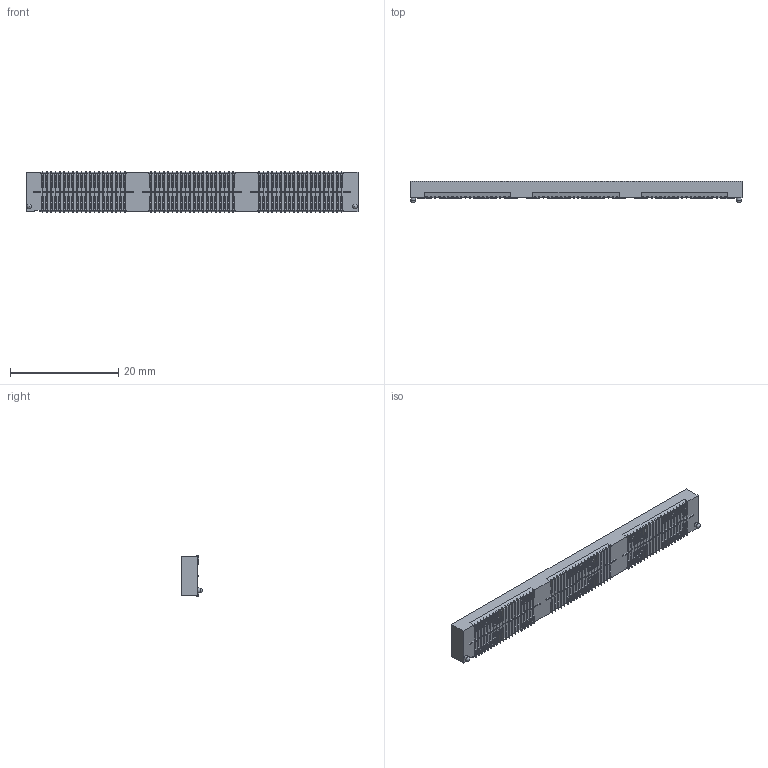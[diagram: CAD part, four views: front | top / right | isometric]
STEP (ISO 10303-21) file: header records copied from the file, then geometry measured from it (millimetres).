
FILE_DESCRIPTION(/* description */ ('STEP AP214'),/* implementation_level */ '2;1');
FILE_NAME(/* name */ 'QSE-060-01-L-D-A',/* time_stamp */ '2024-02-22T18:23:33+01:00',/* author */ ('License CC BY-ND 4.0'),/* organization */ ('CADENAS'),/* preprocessor_version */ 'ST-DEVELOPER v19.3',/* originating_system */ 'PARTsolutions',/* authorisation */ ' ');
FILE_SCHEMA (('AUTOMOTIVE_DESIGN {1 0 10303 214 3 1 1}'));
Products named in the file (4): QSE-060-01-L-D-A; QSE-060-01-L-D-A-S_terminal; QSE-T-1G2-01-060; QSE-C-126-21-060-D-S
Assembly tree (7 placements, depth 2):
  QSE-060-01-L-D-A
    QSE-060-01-L-D-A-S_terminal
    QSE-T-1G2-01-060  x3
    QSE-C-126-21-060-D-S  x3
Bounding box: 61.29 x 4.01 x 7.49 mm (x, y, z)
Volume: 793.3 mm3; surface area: 3959.1 mm2
Topology: 7 solids, 7 shells, 4533 faces, 13880 edges, 9254 vertices
Faces by surface type: plane 3659, cylinder 872, sphere 2
Full cylindrical faces by diameter (mm): 0.889 x2
Entity records: 81364 total; most frequent: ORIENTED_EDGE 14660, CARTESIAN_POINT 14647, DIRECTION 12924, EDGE_CURVE 7330, LINE 6594, VECTOR 6594, VERTEX_POINT 4888, AXIS2_PLACEMENT_3D 3165
